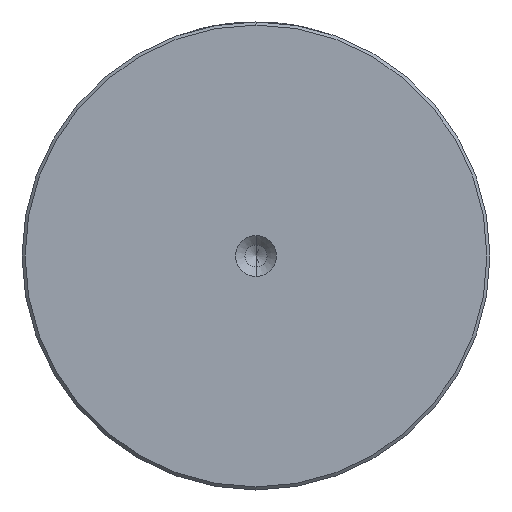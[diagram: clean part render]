
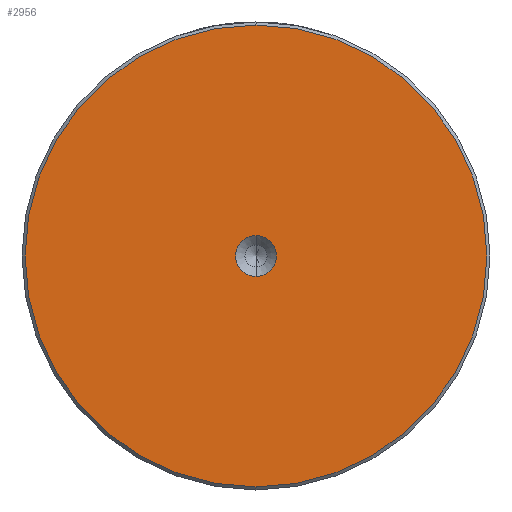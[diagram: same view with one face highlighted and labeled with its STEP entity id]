
A CAD part, left-side view. The second image highlights one B-rep face of the part: STEP entity #2956.
In plain terms, the highlighted planar face has unit normal (-1, 0, 0).
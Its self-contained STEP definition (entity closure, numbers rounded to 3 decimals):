
#5 = CARTESIAN_POINT ( 'NONE',  ( 0., 0., 0. ) ) ;
#61 = CARTESIAN_POINT ( 'NONE',  ( 0., 0., 0. ) ) ;
#72 = DIRECTION ( 'NONE',  ( -1., 0., 0. ) ) ;
#118 = DIRECTION ( 'NONE',  ( -1., 0., 0. ) ) ;
#142 = DIRECTION ( 'NONE',  ( 0., 0., 1. ) ) ;
#244 = DIRECTION ( 'NONE',  ( 0., 0., 1. ) ) ;
#328 = EDGE_CURVE ( 'NONE', #3070, #1428, #1260, .T. ) ;
#543 = CARTESIAN_POINT ( 'NONE',  ( 0., 0., 0. ) ) ;
#757 = VERTEX_POINT ( 'NONE', #1254 ) ;
#767 = DIRECTION ( 'NONE',  ( 0., 0., 1. ) ) ;
#902 = ORIENTED_EDGE ( 'NONE', *, *, #328, .T. ) ;
#965 = AXIS2_PLACEMENT_3D ( 'NONE', #61, #72, #1735 ) ;
#968 = AXIS2_PLACEMENT_3D ( 'NONE', #5, #1670, #244 ) ;
#1011 = PLANE ( 'NONE',  #965 ) ;
#1177 = AXIS2_PLACEMENT_3D ( 'NONE', #543, #2191, #767 ) ;
#1243 = CIRCLE ( 'NONE', #1177, 37.5 ) ;
#1254 = CARTESIAN_POINT ( 'NONE',  ( 0., 0., 3.3 ) ) ;
#1260 = CIRCLE ( 'NONE', #968, 37.5 ) ;
#1428 = VERTEX_POINT ( 'NONE', #2604 ) ;
#1482 = ORIENTED_EDGE ( 'NONE', *, *, #1499, .T. ) ;
#1499 = EDGE_CURVE ( 'NONE', #1428, #3070, #1243, .T. ) ;
#1547 = CARTESIAN_POINT ( 'NONE',  ( 0., 0., 0. ) ) ;
#1568 = DIRECTION ( 'NONE',  ( -1., 0., 0. ) ) ;
#1614 = EDGE_CURVE ( 'NONE', #757, #2539, #2357, .T. ) ;
#1670 = DIRECTION ( 'NONE',  ( -1., 0., 0. ) ) ;
#1679 = CIRCLE ( 'NONE', #1778, 3.3 ) ;
#1728 = ORIENTED_EDGE ( 'NONE', *, *, #3035, .F. ) ;
#1735 = DIRECTION ( 'NONE',  ( 0., 0., 1. ) ) ;
#1757 = FACE_OUTER_BOUND ( 'NONE', #2519, .T. ) ;
#1778 = AXIS2_PLACEMENT_3D ( 'NONE', #1547, #118, #1788 ) ;
#1788 = DIRECTION ( 'NONE',  ( 0., 0., 1. ) ) ;
#1909 = ORIENTED_EDGE ( 'NONE', *, *, #1614, .F. ) ;
#2191 = DIRECTION ( 'NONE',  ( -1., 0., 0. ) ) ;
#2357 = CIRCLE ( 'NONE', #2601, 3.3 ) ;
#2384 = FACE_BOUND ( 'NONE', #2815, .T. ) ;
#2504 = CARTESIAN_POINT ( 'NONE',  ( 0., 0., -37.5 ) ) ;
#2519 = EDGE_LOOP ( 'NONE', ( #902, #1482 ) ) ;
#2539 = VERTEX_POINT ( 'NONE', #2683 ) ;
#2601 = AXIS2_PLACEMENT_3D ( 'NONE', #2997, #1568, #142 ) ;
#2604 = CARTESIAN_POINT ( 'NONE',  ( 0., 0., 37.5 ) ) ;
#2683 = CARTESIAN_POINT ( 'NONE',  ( 0., 0., -3.3 ) ) ;
#2815 = EDGE_LOOP ( 'NONE', ( #1909, #1728 ) ) ;
#2956 = ADVANCED_FACE ( 'NONE', ( #1757, #2384 ), #1011, .T. ) ;
#2997 = CARTESIAN_POINT ( 'NONE',  ( 0., 0., 0. ) ) ;
#3035 = EDGE_CURVE ( 'NONE', #2539, #757, #1679, .T. ) ;
#3070 = VERTEX_POINT ( 'NONE', #2504 ) ;
